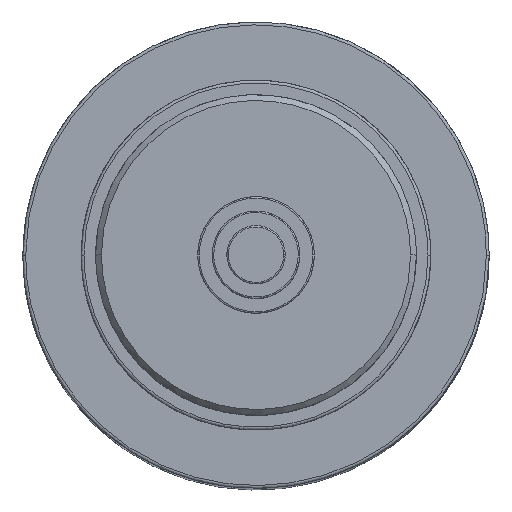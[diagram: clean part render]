
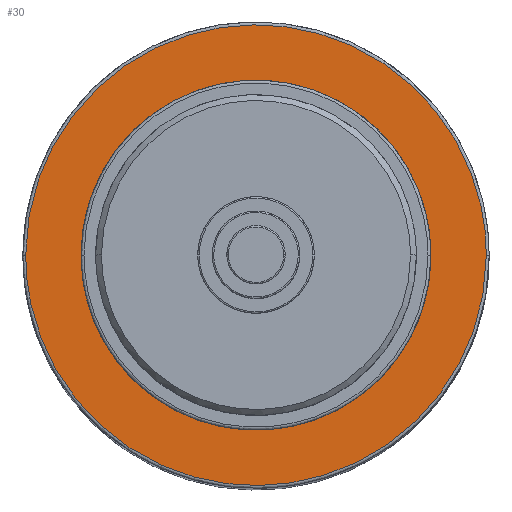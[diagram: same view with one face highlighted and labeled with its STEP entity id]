
A CAD part, top view. The second image highlights one B-rep face of the part: STEP entity #30.
In plain terms, the highlighted free-form (B-spline) face has degree [1, 1] with [2, 2] control points.
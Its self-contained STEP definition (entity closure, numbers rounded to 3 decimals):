
#14=FACE_BOUND('',#193,.T.);
#30=ADVANCED_FACE('',(#111,#14),#948,.T.);
#111=FACE_OUTER_BOUND('',#192,.T.);
#192=EDGE_LOOP('',(#293,#294));
#193=EDGE_LOOP('',(#295,#296));
#293=ORIENTED_EDGE('',*,*,#708,.F.);
#294=ORIENTED_EDGE('',*,*,#655,.F.);
#295=ORIENTED_EDGE('',*,*,#658,.F.);
#296=ORIENTED_EDGE('',*,*,#659,.F.);
#655=EDGE_CURVE('',#838,#839,#1098,.T.);
#658=EDGE_CURVE('',#840,#841,#1101,.T.);
#659=EDGE_CURVE('',#841,#840,#1102,.T.);
#708=EDGE_CURVE('',#839,#838,#1139,.T.);
#838=VERTEX_POINT('',#2877);
#839=VERTEX_POINT('',#2878);
#840=VERTEX_POINT('',#2879);
#841=VERTEX_POINT('',#2880);
#948=B_SPLINE_SURFACE_WITH_KNOTS('',1,1,((#2008,#2009),(#2010,#2011)),.UNSPECIFIED.,
.F.,.F.,.F.,(2,2),(2,2),(-4.029,4.029),(-4.029,
4.029),.UNSPECIFIED.);
#1098=(
BOUNDED_CURVE()
B_SPLINE_CURVE(2,(#1317,#1318,#1319,#1320,#1321),.UNSPECIFIED.,.F.,.F.)
B_SPLINE_CURVE_WITH_KNOTS((3,2,3),(-12.409,-6.205,0.),
.UNSPECIFIED.)
CURVE()
GEOMETRIC_REPRESENTATION_ITEM()
RATIONAL_B_SPLINE_CURVE((1.,0.707,1.,0.707,1.))
REPRESENTATION_ITEM('')
);
#1101=(
BOUNDED_CURVE()
B_SPLINE_CURVE(2,(#1332,#1333,#1334,#1335,#1336),.UNSPECIFIED.,.F.,.F.)
B_SPLINE_CURVE_WITH_KNOTS((3,2,3),(-9.425,-4.712,0.),
.UNSPECIFIED.)
CURVE()
GEOMETRIC_REPRESENTATION_ITEM()
RATIONAL_B_SPLINE_CURVE((1.,0.707,1.,0.707,1.))
REPRESENTATION_ITEM('')
);
#1102=(
BOUNDED_CURVE()
B_SPLINE_CURVE(2,(#1337,#1338,#1339,#1340,#1341),.UNSPECIFIED.,.F.,.F.)
B_SPLINE_CURVE_WITH_KNOTS((3,2,3),(0.,4.712,9.425),
.UNSPECIFIED.)
CURVE()
GEOMETRIC_REPRESENTATION_ITEM()
RATIONAL_B_SPLINE_CURVE((1.,0.707,1.,0.707,1.))
REPRESENTATION_ITEM('')
);
#1139=(
BOUNDED_CURVE()
B_SPLINE_CURVE(2,(#1546,#1547,#1548,#1549,#1550),.UNSPECIFIED.,.F.,.F.)
B_SPLINE_CURVE_WITH_KNOTS((3,2,3),(-12.409,-6.205,0.),
.UNSPECIFIED.)
CURVE()
GEOMETRIC_REPRESENTATION_ITEM()
RATIONAL_B_SPLINE_CURVE((1.,0.707,1.,0.707,1.))
REPRESENTATION_ITEM('')
);
#1317=CARTESIAN_POINT('',(3.95,0.,0.));
#1318=CARTESIAN_POINT('',(3.95,-3.95,0.));
#1319=CARTESIAN_POINT('',(0.,-3.95,0.));
#1320=CARTESIAN_POINT('',(-3.95,-3.95,0.));
#1321=CARTESIAN_POINT('',(-3.95,0.,0.));
#1332=CARTESIAN_POINT('',(-3.,0.,0.));
#1333=CARTESIAN_POINT('',(-3.,-3.,0.));
#1334=CARTESIAN_POINT('',(0.,-3.,0.));
#1335=CARTESIAN_POINT('',(3.,-3.,0.));
#1336=CARTESIAN_POINT('',(3.,0.,0.));
#1337=CARTESIAN_POINT('',(3.,0.,0.));
#1338=CARTESIAN_POINT('',(3.,3.,0.));
#1339=CARTESIAN_POINT('',(0.,3.,0.));
#1340=CARTESIAN_POINT('',(-3.,3.,0.));
#1341=CARTESIAN_POINT('',(-3.,0.,0.));
#1546=CARTESIAN_POINT('',(-3.95,0.,0.));
#1547=CARTESIAN_POINT('',(-3.95,3.95,0.));
#1548=CARTESIAN_POINT('',(0.,3.95,0.));
#1549=CARTESIAN_POINT('',(3.95,3.95,0.));
#1550=CARTESIAN_POINT('',(3.95,0.,0.));
#2008=CARTESIAN_POINT('',(4.029,-4.029,0.));
#2009=CARTESIAN_POINT('',(-4.029,-4.029,0.));
#2010=CARTESIAN_POINT('',(4.029,4.029,0.));
#2011=CARTESIAN_POINT('',(-4.029,4.029,0.));
#2877=CARTESIAN_POINT('',(3.95,0.,0.));
#2878=CARTESIAN_POINT('',(-3.95,0.,0.));
#2879=CARTESIAN_POINT('',(-3.,0.,0.));
#2880=CARTESIAN_POINT('',(3.,0.,0.));
